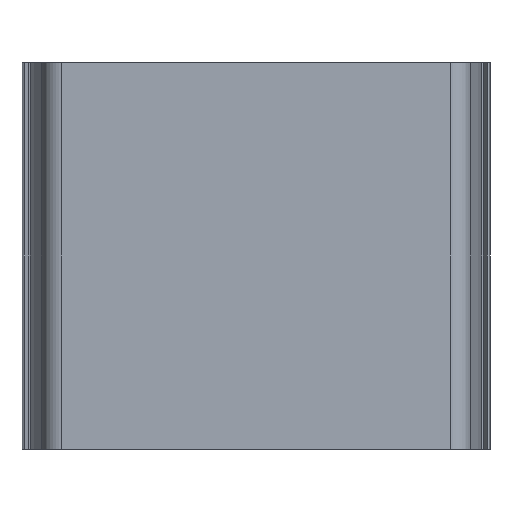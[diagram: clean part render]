
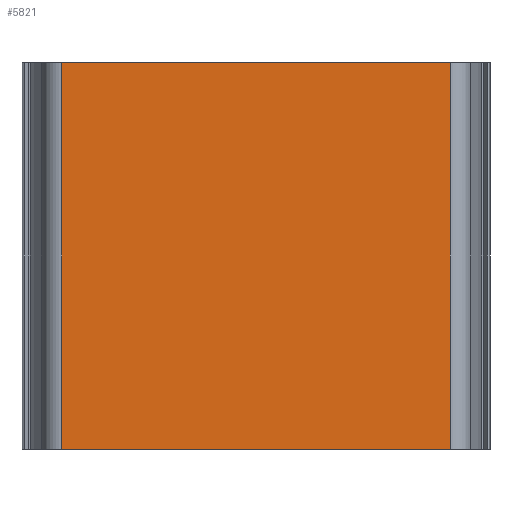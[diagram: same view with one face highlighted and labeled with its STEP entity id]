
A CAD part, front view. The second image highlights one B-rep face of the part: STEP entity #5821.
In plain terms, the highlighted planar face has unit normal (0, -1, 0).
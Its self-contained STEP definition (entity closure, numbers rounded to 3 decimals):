
#243=CARTESIAN_POINT('',(50.157,-15.4,-50.0));
#244=VERTEX_POINT('',#243);
#252=CARTESIAN_POINT('',(-50.157,-15.4,-50.0));
#253=VERTEX_POINT('',#252);
#254=CARTESIAN_POINT('',(-50.157,-15.4,-50.0));
#255=DIRECTION('',(1.0,0.0,0.0));
#256=VECTOR('',#255,100.315);
#257=LINE('',#254,#256);
#258=EDGE_CURVE('',#253,#244,#257,.T.);
#1729=CARTESIAN_POINT('',(-50.157,-15.4,50.0));
#1730=VERTEX_POINT('',#1729);
#1738=CARTESIAN_POINT('',(50.157,-15.4,50.0));
#1739=VERTEX_POINT('',#1738);
#1740=CARTESIAN_POINT('',(50.157,-15.4,50.0));
#1741=DIRECTION('',(-1.0,0.0,0.0));
#1742=VECTOR('',#1741,100.315);
#1743=LINE('',#1740,#1742);
#1744=EDGE_CURVE('',#1739,#1730,#1743,.T.);
#5700=CARTESIAN_POINT('',(50.157,-15.4,50.0));
#5701=DIRECTION('',(0.0,0.0,-1.0));
#5702=VECTOR('',#5701,100.0);
#5703=LINE('',#5700,#5702);
#5704=EDGE_CURVE('',#1739,#244,#5703,.T.);
#5715=CARTESIAN_POINT('',(-50.157,-15.4,-50.0));
#5716=DIRECTION('',(0.0,0.0,1.0));
#5717=VECTOR('',#5716,100.0);
#5718=LINE('',#5715,#5717);
#5719=EDGE_CURVE('',#253,#1730,#5718,.T.);
#5810=CARTESIAN_POINT('',(53.467,-15.4,0.0));
#5811=DIRECTION('',(0.0,-1.0,0.0));
#5812=DIRECTION('',(0.0,0.0,-1.0));
#5813=AXIS2_PLACEMENT_3D('',#5810,#5811,#5812);
#5814=PLANE('',#5813);
#5815=ORIENTED_EDGE('',*,*,#5704,.F.);
#5816=ORIENTED_EDGE('',*,*,#1744,.T.);
#5817=ORIENTED_EDGE('',*,*,#5719,.F.);
#5818=ORIENTED_EDGE('',*,*,#258,.T.);
#5819=EDGE_LOOP('',(#5815,#5816,#5817,#5818));
#5820=FACE_OUTER_BOUND('',#5819,.T.);
#5821=ADVANCED_FACE('',(#5820),#5814,.T.);
